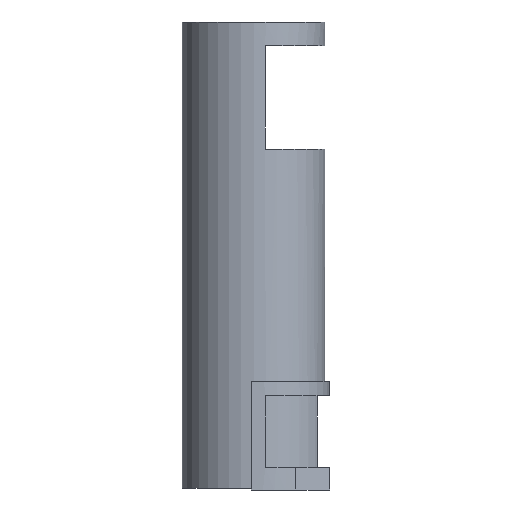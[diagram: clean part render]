
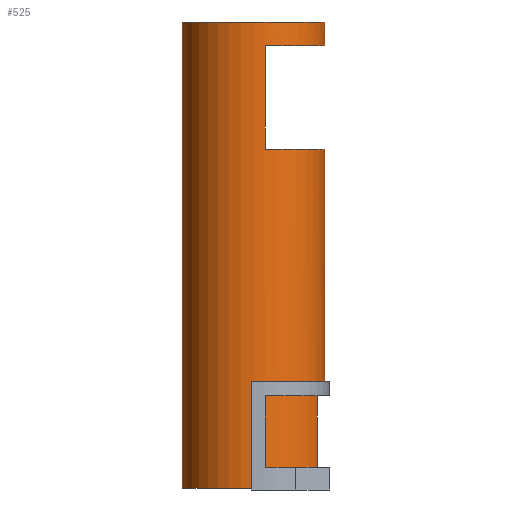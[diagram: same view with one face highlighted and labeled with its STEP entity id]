
A CAD part, left-side view. The second image highlights one B-rep face of the part: STEP entity #525.
In plain terms, the highlighted cylindrical face has radius 75.688 mm (diameter 151.375 mm), a full revolution.
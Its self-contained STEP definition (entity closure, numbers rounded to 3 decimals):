
#25=FACE_BOUND('',#114,.T.);
#26=FACE_BOUND('',#115,.T.);
#32=CYLINDRICAL_SURFACE('',#595,75.688);
#46=CIRCLE('',#577,75.688);
#48=CIRCLE('',#581,75.688);
#50=CIRCLE('',#584,75.688);
#52=CIRCLE('',#589,75.688);
#53=CIRCLE('',#591,75.688);
#56=CIRCLE('',#596,75.688);
#82=FACE_OUTER_BOUND('',#113,.T.);
#113=EDGE_LOOP('',(#464,#465,#466,#467));
#114=EDGE_LOOP('',(#468,#469,#470,#471));
#115=EDGE_LOOP('',(#472,#473,#474,#475));
#150=LINE('',#843,#198);
#154=LINE('',#855,#202);
#159=LINE('',#873,#207);
#163=LINE('',#880,#211);
#165=LINE('',#896,#213);
#198=VECTOR('',#688,10.);
#202=VECTOR('',#700,10.);
#207=VECTOR('',#719,10.);
#211=VECTOR('',#725,10.);
#213=VECTOR('',#747,75.688);
#244=VERTEX_POINT('',#840);
#245=VERTEX_POINT('',#842);
#247=VERTEX_POINT('',#848);
#249=VERTEX_POINT('',#854);
#252=VERTEX_POINT('',#864);
#253=VERTEX_POINT('',#866);
#255=VERTEX_POINT('',#872);
#257=VERTEX_POINT('',#878);
#258=VERTEX_POINT('',#885);
#261=VERTEX_POINT('',#894);
#306=EDGE_CURVE('',#245,#244,#150,.T.);
#309=EDGE_CURVE('',#247,#245,#46,.T.);
#312=EDGE_CURVE('',#249,#247,#154,.T.);
#315=EDGE_CURVE('',#244,#249,#48,.T.);
#318=EDGE_CURVE('',#253,#252,#50,.T.);
#321=EDGE_CURVE('',#255,#253,#159,.T.);
#325=EDGE_CURVE('',#252,#257,#163,.T.);
#327=EDGE_CURVE('',#257,#255,#52,.T.);
#328=EDGE_CURVE('',#258,#258,#53,.T.);
#332=EDGE_CURVE('',#261,#261,#56,.T.);
#333=EDGE_CURVE('',#261,#258,#165,.T.);
#464=ORIENTED_EDGE('',*,*,#332,.F.);
#465=ORIENTED_EDGE('',*,*,#333,.T.);
#466=ORIENTED_EDGE('',*,*,#328,.F.);
#467=ORIENTED_EDGE('',*,*,#333,.F.);
#468=ORIENTED_EDGE('',*,*,#312,.T.);
#469=ORIENTED_EDGE('',*,*,#309,.T.);
#470=ORIENTED_EDGE('',*,*,#306,.T.);
#471=ORIENTED_EDGE('',*,*,#315,.T.);
#472=ORIENTED_EDGE('',*,*,#321,.T.);
#473=ORIENTED_EDGE('',*,*,#318,.T.);
#474=ORIENTED_EDGE('',*,*,#325,.T.);
#475=ORIENTED_EDGE('',*,*,#327,.T.);
#525=ADVANCED_FACE('',(#82,#25,#26),#32,.T.);
#577=AXIS2_PLACEMENT_3D('',#849,#694,#695);
#581=AXIS2_PLACEMENT_3D('',#859,#706,#707);
#584=AXIS2_PLACEMENT_3D('',#867,#713,#714);
#589=AXIS2_PLACEMENT_3D('',#883,#730,#731);
#591=AXIS2_PLACEMENT_3D('',#886,#734,#735);
#595=AXIS2_PLACEMENT_3D('',#893,#743,#744);
#596=AXIS2_PLACEMENT_3D('',#895,#745,#746);
#688=DIRECTION('',(0.,0.,1.));
#694=DIRECTION('center_axis',(0.,0.,-1.));
#695=DIRECTION('ref_axis',(1.,0.,0.));
#700=DIRECTION('',(0.,0.,-1.));
#706=DIRECTION('center_axis',(0.,0.,1.));
#707=DIRECTION('ref_axis',(1.,0.,0.));
#713=DIRECTION('center_axis',(0.,0.,1.));
#714=DIRECTION('ref_axis',(1.,0.,0.));
#719=DIRECTION('',(0.,0.,1.));
#725=DIRECTION('',(0.,0.,-1.));
#730=DIRECTION('center_axis',(0.,0.,-1.));
#731=DIRECTION('ref_axis',(1.,0.,0.));
#734=DIRECTION('center_axis',(0.,0.,-1.));
#735=DIRECTION('ref_axis',(1.,0.,0.));
#743=DIRECTION('center_axis',(0.,0.,1.));
#744=DIRECTION('ref_axis',(1.,0.,0.));
#745=DIRECTION('center_axis',(0.,0.,1.));
#746=DIRECTION('ref_axis',(1.,0.,0.));
#747=DIRECTION('',(0.,0.,-1.));
#840=CARTESIAN_POINT('',(-34.414,-67.411,-149.5));
#842=CARTESIAN_POINT('',(-34.414,-67.411,-225.5));
#843=CARTESIAN_POINT('',(-34.414,-67.411,0.));
#848=CARTESIAN_POINT('',(74.663,-12.411,-225.5));
#849=CARTESIAN_POINT('Origin',(0.,0.,-225.5));
#854=CARTESIAN_POINT('',(74.663,-12.411,-149.5));
#855=CARTESIAN_POINT('',(74.663,-12.411,0.));
#859=CARTESIAN_POINT('Origin',(0.,0.,-149.5));
#864=CARTESIAN_POINT('',(74.7,-12.188,222.5));
#866=CARTESIAN_POINT('',(-74.7,-12.188,222.5));
#867=CARTESIAN_POINT('Origin',(0.,0.,222.5));
#872=CARTESIAN_POINT('',(-74.7,-12.188,112.5));
#873=CARTESIAN_POINT('',(-74.7,-12.188,0.));
#878=CARTESIAN_POINT('',(74.7,-12.188,112.5));
#880=CARTESIAN_POINT('',(74.7,-12.188,0.));
#883=CARTESIAN_POINT('Origin',(0.,0.,112.5));
#885=CARTESIAN_POINT('',(-75.688,0.,-247.5));
#886=CARTESIAN_POINT('Origin',(0.,0.,-247.5));
#893=CARTESIAN_POINT('Origin',(0.,0.,0.));
#894=CARTESIAN_POINT('',(-75.688,0.,247.5));
#895=CARTESIAN_POINT('Origin',(0.,0.,247.5));
#896=CARTESIAN_POINT('',(-75.688,0.,0.));
